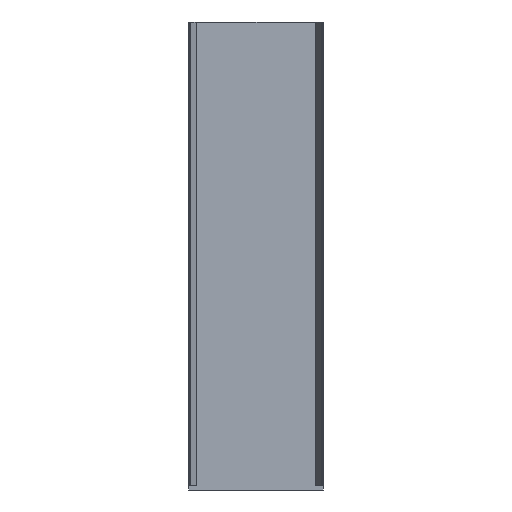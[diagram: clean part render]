
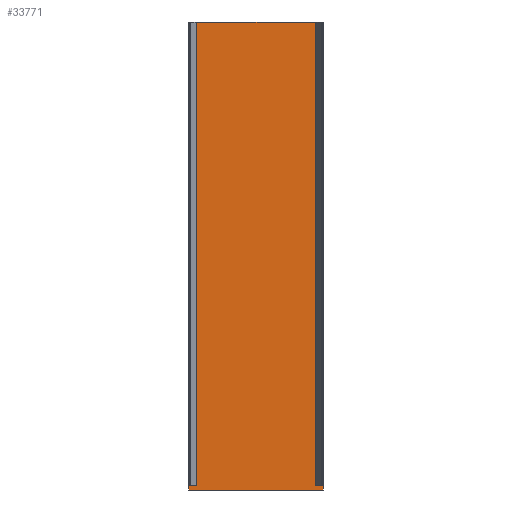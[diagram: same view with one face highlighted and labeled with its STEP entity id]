
A CAD part, left-side view. The second image highlights one B-rep face of the part: STEP entity #33771.
In plain terms, the highlighted planar face has unit normal (-1, 0, 0).
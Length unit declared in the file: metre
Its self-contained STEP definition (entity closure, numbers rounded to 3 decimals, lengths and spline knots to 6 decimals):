
#4718=ORIENTED_EDGE('',*,*,#11949,.F.);
#4719=ORIENTED_EDGE('',*,*,#12011,.T.);
#4720=ORIENTED_EDGE('',*,*,#12012,.T.);
#4721=ORIENTED_EDGE('',*,*,#12013,.T.);
#4722=ORIENTED_EDGE('',*,*,#12014,.F.);
#4723=ORIENTED_EDGE('',*,*,#12015,.F.);
#4724=ORIENTED_EDGE('',*,*,#12004,.F.);
#4725=ORIENTED_EDGE('',*,*,#11963,.F.);
#11949=EDGE_CURVE('',#15983,#15985,#19944,.T.);
#11963=EDGE_CURVE('',#15985,#15998,#19958,.T.);
#12004=EDGE_CURVE('',#15998,#16026,#19995,.T.);
#12011=EDGE_CURVE('',#15983,#16037,#20002,.T.);
#12012=EDGE_CURVE('',#16037,#16038,#20003,.T.);
#12013=EDGE_CURVE('',#16038,#16039,#20004,.T.);
#12014=EDGE_CURVE('',#16040,#16039,#20005,.T.);
#12015=EDGE_CURVE('',#16026,#16040,#20006,.T.);
#15983=VERTEX_POINT('',#48874);
#15985=VERTEX_POINT('',#48877);
#15998=VERTEX_POINT('',#48905);
#16026=VERTEX_POINT('',#48969);
#16037=VERTEX_POINT('',#49001);
#16038=VERTEX_POINT('',#49003);
#16039=VERTEX_POINT('',#49005);
#16040=VERTEX_POINT('',#49007);
#19944=LINE('',#48876,#24709);
#19958=LINE('',#48904,#24723);
#19995=LINE('',#48986,#24760);
#20002=LINE('',#49000,#24767);
#20003=LINE('',#49002,#24768);
#20004=LINE('',#49004,#24769);
#20005=LINE('',#49006,#24770);
#20006=LINE('',#49008,#24771);
#24709=VECTOR('',#40071,1.);
#24723=VECTOR('',#40087,1.);
#24760=VECTOR('',#40140,1.);
#24767=VECTOR('',#40157,1.);
#24768=VECTOR('',#40158,1.);
#24769=VECTOR('',#40159,1.);
#24770=VECTOR('',#40160,1.);
#24771=VECTOR('',#40161,1.);
#28209=EDGE_LOOP('',(#4718,#4719,#4720,#4721,#4722,#4723,#4724,#4725));
#30326=FACE_BOUND('',#28209,.T.);
#32185=PLANE('',#35390);
#33771=ADVANCED_FACE('',(#30326),#32185,.T.);
#35390=AXIS2_PLACEMENT_3D('',#48999,#40155,#40156);
#40071=DIRECTION('',(0.,1.,0.));
#40087=DIRECTION('',(0.,0.,1.));
#40140=DIRECTION('',(0.,-1.,0.));
#40155=DIRECTION('',(-1.,0.,0.));
#40156=DIRECTION('',(0.,-1.,0.));
#40157=DIRECTION('',(0.,0.,1.));
#40158=DIRECTION('',(0.,1.,0.));
#40159=DIRECTION('',(0.,0.,1.));
#40160=DIRECTION('',(0.,-1.,0.));
#40161=DIRECTION('',(0.,0.,1.));
#48874=CARTESIAN_POINT('',(-0.013813,-0.15915,-0.19055));
#48876=CARTESIAN_POINT('',(-0.013813,-0.15915,-0.19055));
#48877=CARTESIAN_POINT('',(-0.013813,-0.09685,-0.19055));
#48904=CARTESIAN_POINT('',(-0.013813,-0.09685,-0.19055));
#48905=CARTESIAN_POINT('',(-0.013813,-0.09685,-0.18855));
#48969=CARTESIAN_POINT('',(-0.013813,-0.10048,-0.18855));
#48986=CARTESIAN_POINT('',(-0.013813,-0.119575,-0.18855));
#48999=CARTESIAN_POINT('',(-0.013813,-0.11115,-0.09455));
#49000=CARTESIAN_POINT('',(-0.013813,-0.15915,-0.19055));
#49001=CARTESIAN_POINT('',(-0.013813,-0.15915,-0.18855));
#49002=CARTESIAN_POINT('',(-0.013813,-0.136425,-0.18855));
#49003=CARTESIAN_POINT('',(-0.013813,-0.15552,-0.18855));
#49004=CARTESIAN_POINT('',(-0.013813,-0.15552,0.02745));
#49005=CARTESIAN_POINT('',(-0.013813,-0.15552,0.02645));
#49006=CARTESIAN_POINT('',(-0.013813,-0.11115,0.02645));
#49007=CARTESIAN_POINT('',(-0.013813,-0.10048,0.02645));
#49008=CARTESIAN_POINT('',(-0.013813,-0.10048,0.02745));
